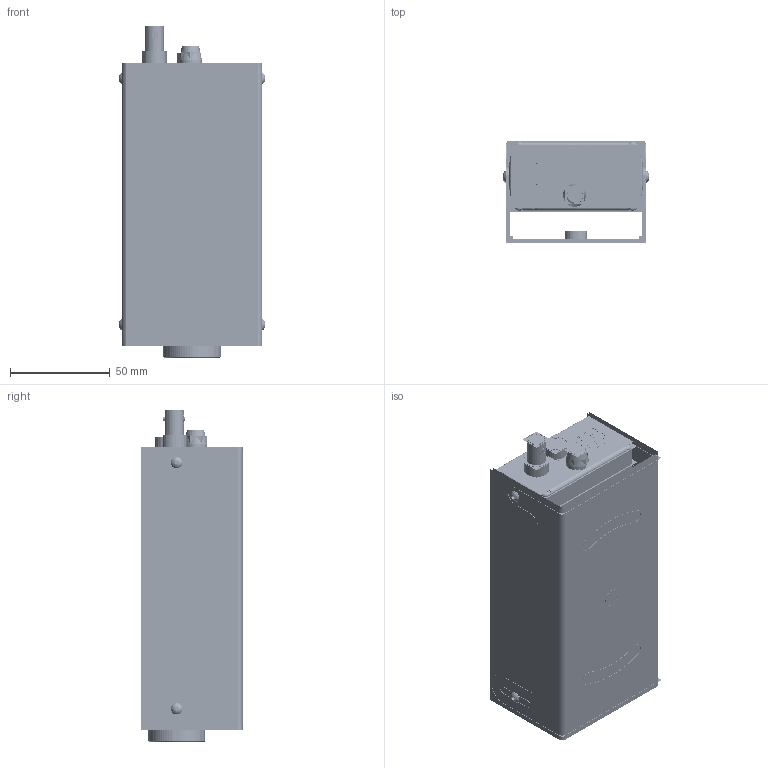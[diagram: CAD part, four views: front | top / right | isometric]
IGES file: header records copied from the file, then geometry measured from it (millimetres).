
Start section:  PTC IGES file: 193059.igs
Global section: file name: 193059.igs; native system: Creo Parametric by Parametric Technology Corporation; preprocessor: 2013230; author: PDMAdmin; organization: Unknown; date: 20160324.114121; units: millimetre
Bounding box: 73.33 x 51.05 x 166.12 mm (x, y, z)
Volume: 100922.3 mm3; surface area: 702446.2 mm2
Topology: 30 solids, 48 shells, 3224 faces, 16779 edges, 21419 vertices
Faces by surface type: revolution 1842, bspline 1382
